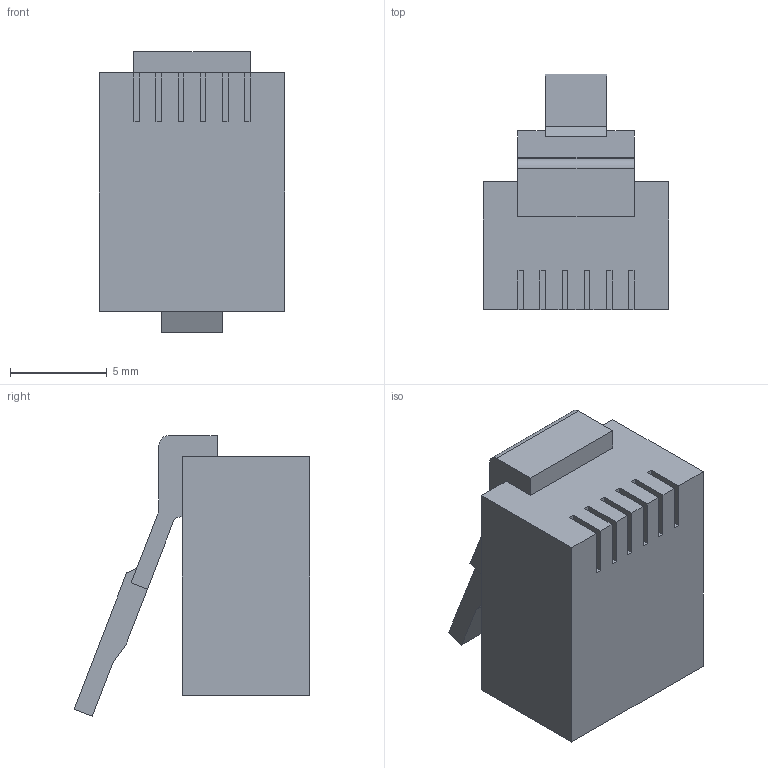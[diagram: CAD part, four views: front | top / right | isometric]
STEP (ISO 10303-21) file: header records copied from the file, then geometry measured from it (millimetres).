
FILE_DESCRIPTION (( 'STEP AP203' ), '1' );
FILE_NAME ('CS3-1C3U ITK Ðàçú¸ì RJ12 UTP äëÿ êàáåëÿ êàò.3, 6P6C.STEP', '2016-08-25T14:21:07', ( '' ), ( '' ), 'SwSTEP 2.0', 'SolidWorks 2014', '' );
FILE_SCHEMA (( 'CONFIG_CONTROL_DESIGN' ));
Length unit declared in the file: millimetre
Products named in the file (2): CS3-1C3U ITK Ðàçú¸ì RJ12 UTP äëÿ êàáåëÿ êàò.3, 6P6C
Bounding box: 9.6 x 12.19 x 14.5 mm (x, y, z)
Volume: 738.2 mm3; surface area: 849.7 mm2
Topology: 1 solids, 1 shells, 57 faces, 162 edges, 108 vertices
Faces by surface type: plane 54, cylinder 3
Entity records: 1977 total; most frequent: CARTESIAN_POINT 329, ORIENTED_EDGE 324, DIRECTION 286, EDGE_CURVE 162, LINE 156, VECTOR 156, VERTEX_POINT 108, AXIS2_PLACEMENT_3D 65
